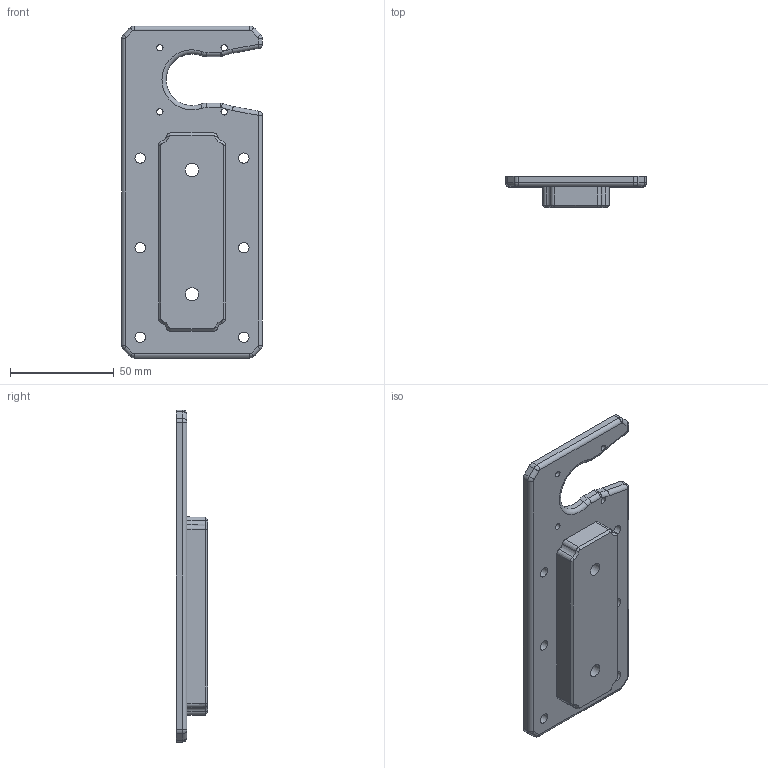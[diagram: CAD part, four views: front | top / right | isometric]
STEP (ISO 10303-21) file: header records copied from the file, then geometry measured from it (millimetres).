
FILE_DESCRIPTION(/* description */ (''),/* implementation_level */ '2;1');
FILE_NAME(/* name */ 'X_Tubes_RightMotor.step',/* time_stamp */ '2021-08-05T09:17:11-05:00',/* author */ (''),/* organization */ (''),/* preprocessor_version */ 'ST-DEVELOPER v18.1',/* originating_system */ 'Autodesk Translation Framework v10.9.0.1377',/* authorisation */ '');
FILE_SCHEMA (('AUTOMOTIVE_DESIGN { 1 0 10303 214 3 1 1 }'));
Length unit declared in the file: millimetre
Products named in the file (1): X_Tubes_RightMotor
Bounding box: 68.1 x 15 x 160.39 mm (x, y, z)
Volume: 76714.8 mm3; surface area: 24768.5 mm2
Topology: 1 solids, 1 shells, 107 faces, 264 edges, 160 vertices
Faces by surface type: cylinder 42, plane 24, cone 24, bspline 10, torus 5, sphere 2
Full cylindrical faces by diameter (mm): 3 x4, 5 x6, 6.4 x2
Entity records: 3301 total; most frequent: CARTESIAN_POINT 612, DIRECTION 599, ORIENTED_EDGE 528, EDGE_CURVE 264, AXIS2_PLACEMENT_3D 237, VERTEX_POINT 160, CIRCLE 139, EDGE_LOOP 132
